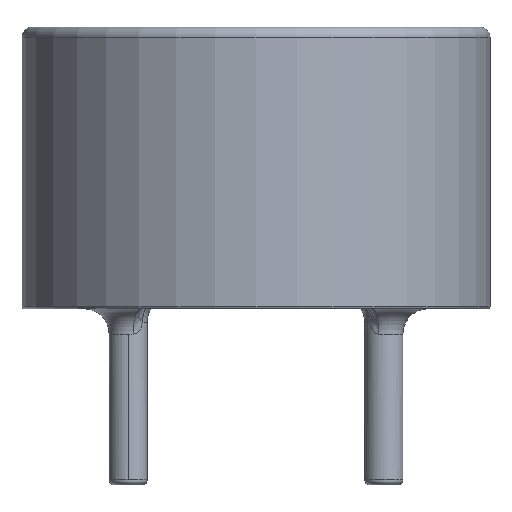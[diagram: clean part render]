
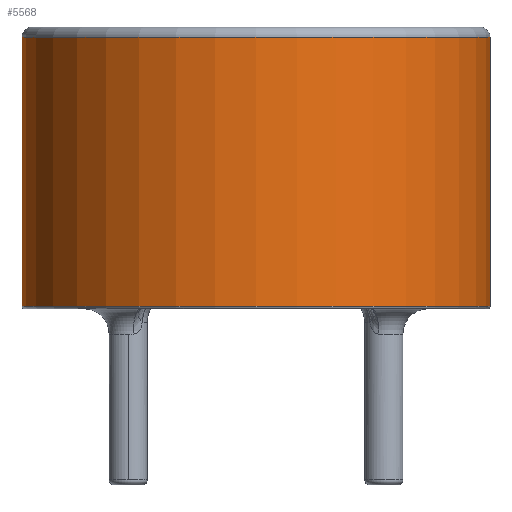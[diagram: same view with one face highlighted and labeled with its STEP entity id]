
A CAD part, front view. The second image highlights one B-rep face of the part: STEP entity #5568.
In plain terms, the highlighted cylindrical face has radius 4.65 mm (diameter 9.3 mm), a partial arc.
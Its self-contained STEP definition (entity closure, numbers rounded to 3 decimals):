
#810 = VERTEX_POINT('',#811);
#811 = CARTESIAN_POINT('',(-4.65,0.,0.25));
#819 = VERTEX_POINT('',#820);
#820 = CARTESIAN_POINT('',(4.65,0.,0.25));
#843 = VERTEX_POINT('',#844);
#844 = CARTESIAN_POINT('',(-4.65,0.,5.6));
#845 = VERTEX_POINT('',#846);
#846 = CARTESIAN_POINT('',(4.65,0.,5.6));
#887 = EDGE_CURVE('',#845,#819,#888,.T.);
#888 = LINE('',#889,#890);
#889 = CARTESIAN_POINT('',(4.65,0.,5.8));
#890 = VECTOR('',#891,1.);
#891 = DIRECTION('',(0.,0.,-1.));
#894 = EDGE_CURVE('',#843,#810,#895,.T.);
#895 = LINE('',#896,#897);
#896 = CARTESIAN_POINT('',(-4.65,0.,5.8));
#897 = VECTOR('',#898,1.);
#898 = DIRECTION('',(0.,0.,-1.));
#5568 = ADVANCED_FACE('',(#5569),#5587,.T.);
#5569 = FACE_BOUND('',#5570,.T.);
#5570 = EDGE_LOOP('',(#5571,#5572,#5579,#5580));
#5571 = ORIENTED_EDGE('',*,*,#887,.F.);
#5572 = ORIENTED_EDGE('',*,*,#5573,.T.);
#5573 = EDGE_CURVE('',#845,#843,#5574,.T.);
#5574 = CIRCLE('',#5575,4.65);
#5575 = AXIS2_PLACEMENT_3D('',#5576,#5577,#5578);
#5576 = CARTESIAN_POINT('',(0.,0.,5.6));
#5577 = DIRECTION('',(0.,0.,-1.));
#5578 = DIRECTION('',(1.,0.,0.));
#5579 = ORIENTED_EDGE('',*,*,#894,.T.);
#5580 = ORIENTED_EDGE('',*,*,#5581,.T.);
#5581 = EDGE_CURVE('',#810,#819,#5582,.T.);
#5582 = CIRCLE('',#5583,4.65);
#5583 = AXIS2_PLACEMENT_3D('',#5584,#5585,#5586);
#5584 = CARTESIAN_POINT('',(0.,0.,0.25));
#5585 = DIRECTION('',(0.,0.,1.));
#5586 = DIRECTION('',(1.,0.,0.));
#5587 = CYLINDRICAL_SURFACE('',#5588,4.65);
#5588 = AXIS2_PLACEMENT_3D('',#5589,#5590,#5591);
#5589 = CARTESIAN_POINT('',(0.,0.,5.8));
#5590 = DIRECTION('',(0.,0.,-1.));
#5591 = DIRECTION('',(-1.,0.,0.));
